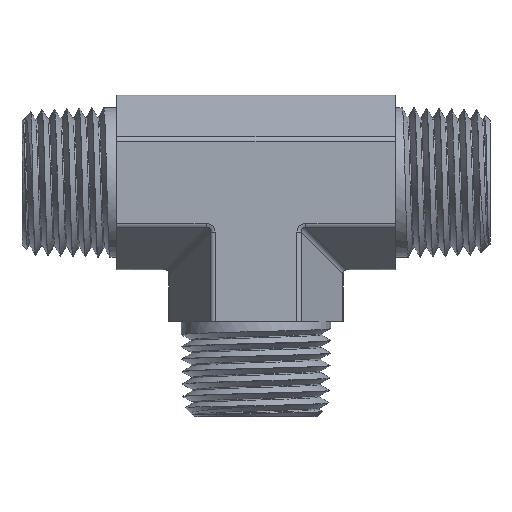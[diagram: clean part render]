
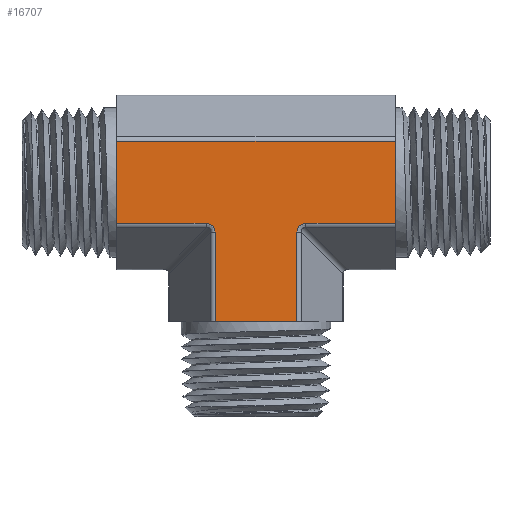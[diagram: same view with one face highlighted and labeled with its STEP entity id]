
A CAD part, top view. The second image highlights one B-rep face of the part: STEP entity #16707.
In plain terms, the highlighted planar face has unit normal (0, 0, 1).
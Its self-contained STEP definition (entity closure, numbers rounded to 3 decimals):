
#222=DIRECTION('',(0.,-1.,0.));
#223=VECTOR('',#222,9.411);
#224=CARTESIAN_POINT('',(16.,4.705,8.75));
#225=LINE('',#224,#223);
#7632=DIRECTION('',(0.,1.,0.));
#7633=VECTOR('',#7632,9.411);
#7634=CARTESIAN_POINT('',(-16.,-4.705,8.75));
#7635=LINE('',#7634,#7633);
#7714=DIRECTION('',(1.,0.,0.));
#7715=VECTOR('',#7714,32.);
#7716=CARTESIAN_POINT('',(-16.,4.705,8.75));
#7717=LINE('',#7716,#7715);
#7721=DIRECTION('',(-1.,0.,0.));
#7722=VECTOR('',#7721,10.255);
#7723=CARTESIAN_POINT('',(16.,-4.705,8.75));
#7724=LINE('',#7723,#7722);
#7728=CARTESIAN_POINT('',(4.705,-5.745,8.75));
#7729=CARTESIAN_POINT('',(4.705,-5.712,8.75));
#7730=CARTESIAN_POINT('',(4.708,-5.647,8.75));
#7731=CARTESIAN_POINT('',(4.719,-5.552,8.75));
#7732=CARTESIAN_POINT('',(4.737,-5.463,8.75));
#7733=CARTESIAN_POINT('',(4.761,-5.379,8.75));
#7734=CARTESIAN_POINT('',(4.79,-5.301,8.75));
#7735=CARTESIAN_POINT('',(4.824,-5.229,8.75));
#7736=CARTESIAN_POINT('',(4.862,-5.163,8.75));
#7737=CARTESIAN_POINT('',(4.903,-5.102,8.75));
#7738=CARTESIAN_POINT('',(4.947,-5.046,8.75));
#7739=CARTESIAN_POINT('',(4.995,-4.995,8.75));
#7740=CARTESIAN_POINT('',(5.047,-4.947,8.75));
#7741=CARTESIAN_POINT('',(5.102,-4.903,8.75));
#7742=CARTESIAN_POINT('',(5.163,-4.862,8.75));
#7743=CARTESIAN_POINT('',(5.229,-4.824,8.75));
#7744=CARTESIAN_POINT('',(5.301,-4.79,8.75));
#7745=CARTESIAN_POINT('',(5.379,-4.761,8.75));
#7746=CARTESIAN_POINT('',(5.463,-4.737,8.75));
#7747=CARTESIAN_POINT('',(5.553,-4.719,8.75));
#7748=CARTESIAN_POINT('',(5.647,-4.708,8.75));
#7749=CARTESIAN_POINT('',(5.712,-4.705,8.75));
#7750=CARTESIAN_POINT('',(5.745,-4.705,8.75));
#7755=DIRECTION('',(0.,1.,0.));
#7756=VECTOR('',#7755,10.255);
#7757=CARTESIAN_POINT('',(4.705,-16.,8.75));
#7758=LINE('',#7757,#7756);
#7762=DIRECTION('',(0.,1.,0.));
#7763=VECTOR('',#7762,10.255);
#7764=CARTESIAN_POINT('',(-4.705,-16.,8.75));
#7765=LINE('',#7764,#7763);
#7769=CARTESIAN_POINT('',(-5.745,-4.705,
8.75));
#7770=CARTESIAN_POINT('',(-5.712,-4.705,
8.75));
#7771=CARTESIAN_POINT('',(-5.647,-4.708,
8.75));
#7772=CARTESIAN_POINT('',(-5.552,-4.719,
8.75));
#7773=CARTESIAN_POINT('',(-5.463,-4.737,
8.75));
#7774=CARTESIAN_POINT('',(-5.379,-4.761,
8.75));
#7775=CARTESIAN_POINT('',(-5.301,-4.79,
8.75));
#7776=CARTESIAN_POINT('',(-5.229,-4.824,
8.75));
#7777=CARTESIAN_POINT('',(-5.163,-4.862,
8.75));
#7778=CARTESIAN_POINT('',(-5.102,-4.903,
8.75));
#7779=CARTESIAN_POINT('',(-5.046,-4.947,
8.75));
#7780=CARTESIAN_POINT('',(-4.995,-4.995,
8.75));
#7781=CARTESIAN_POINT('',(-4.947,-5.047,
8.75));
#7782=CARTESIAN_POINT('',(-4.903,-5.102,
8.75));
#7783=CARTESIAN_POINT('',(-4.862,-5.163,
8.75));
#7784=CARTESIAN_POINT('',(-4.824,-5.229,
8.75));
#7785=CARTESIAN_POINT('',(-4.79,-5.301,
8.75));
#7786=CARTESIAN_POINT('',(-4.761,-5.379,
8.75));
#7787=CARTESIAN_POINT('',(-4.737,-5.463,
8.75));
#7788=CARTESIAN_POINT('',(-4.719,-5.553,
8.75));
#7789=CARTESIAN_POINT('',(-4.708,-5.647,
8.75));
#7790=CARTESIAN_POINT('',(-4.705,-5.712,
8.75));
#7791=CARTESIAN_POINT('',(-4.705,-5.745,
8.75));
#7796=DIRECTION('',(1.,0.,0.));
#7797=VECTOR('',#7796,10.255);
#7798=CARTESIAN_POINT('',(-16.,-4.705,8.75));
#7799=LINE('',#7798,#7797);
#8132=DIRECTION('',(-1.,0.,0.));
#8133=VECTOR('',#8132,9.411);
#8134=CARTESIAN_POINT('',(4.705,-16.,8.75));
#8135=LINE('',#8134,#8133);
#12387=CARTESIAN_POINT('',(16.,4.705,8.75));
#12389=VERTEX_POINT('',#12387);
#12390=CARTESIAN_POINT('',(-16.,4.705,8.75));
#12391=VERTEX_POINT('',#12390);
#12426=CARTESIAN_POINT('',(-4.705,-16.,8.75));
#12428=VERTEX_POINT('',#12426);
#12432=CARTESIAN_POINT('',(-4.705,-5.745,
8.75));
#12433=VERTEX_POINT('',#12432);
#12435=CARTESIAN_POINT('',(-16.,-4.705,8.75));
#12437=VERTEX_POINT('',#12435);
#12438=CARTESIAN_POINT('',(-5.745,-4.705,
8.75));
#12439=VERTEX_POINT('',#12438);
#12443=CARTESIAN_POINT('',(4.705,-16.,8.75));
#12445=VERTEX_POINT('',#12443);
#12446=CARTESIAN_POINT('',(4.705,-5.745,
8.75));
#12447=VERTEX_POINT('',#12446);
#12450=CARTESIAN_POINT('',(16.,-4.705,8.75));
#12452=VERTEX_POINT('',#12450);
#12456=CARTESIAN_POINT('',(5.745,-4.705,
8.75));
#12457=VERTEX_POINT('',#12456);
#16683=CARTESIAN_POINT('',(0.,5.052,8.75));
#16684=DIRECTION('',(0.,0.,1.));
#16685=DIRECTION('',(0.,-1.,0.));
#16686=AXIS2_PLACEMENT_3D('',#16683,#16684,#16685);
#16687=PLANE('',#16686);
#16688=ORIENTED_EDGE('',*,*,#16675,.T.);
#16689=ORIENTED_EDGE('',*,*,#12584,.T.);
#16691=ORIENTED_EDGE('',*,*,#16690,.T.);
#16693=ORIENTED_EDGE('',*,*,#16692,.F.);
#16695=ORIENTED_EDGE('',*,*,#16694,.F.);
#16697=ORIENTED_EDGE('',*,*,#16696,.T.);
#16699=ORIENTED_EDGE('',*,*,#16698,.T.);
#16701=ORIENTED_EDGE('',*,*,#16700,.F.);
#16703=ORIENTED_EDGE('',*,*,#16702,.F.);
#16704=ORIENTED_EDGE('',*,*,#16640,.T.);
#16705=EDGE_LOOP('',(#16688,#16689,#16691,#16693,#16695,#16697,#16699,#16701,
#16703,#16704));
#16706=FACE_OUTER_BOUND('',#16705,.F.);
#7751=B_SPLINE_CURVE_WITH_KNOTS('',3,(#7728,#7729,#7730,#7731,#7732,#7733,#7734,
#7735,#7736,#7737,#7738,#7739,#7740,#7741,#7742,#7743,#7744,#7745,#7746,#7747,
#7748,#7749,#7750),.UNSPECIFIED.,.F.,.F.,(4,1,1,1,1,1,1,1,1,1,1,1,1,1,1,1,1,1,1,
1,4),(0.,0.05,0.1,0.15,0.2,0.25,0.3,0.35,0.4,0.45,0.5,
0.55,0.6,0.65,0.7,0.75,0.8,0.85,0.9,0.95,1.),.UNSPECIFIED.);
#7792=B_SPLINE_CURVE_WITH_KNOTS('',3,(#7769,#7770,#7771,#7772,#7773,#7774,#7775,
#7776,#7777,#7778,#7779,#7780,#7781,#7782,#7783,#7784,#7785,#7786,#7787,#7788,
#7789,#7790,#7791),.UNSPECIFIED.,.F.,.F.,(4,1,1,1,1,1,1,1,1,1,1,1,1,1,1,1,1,1,1,
1,4),(0.,0.05,0.1,0.15,0.2,0.25,0.3,0.35,0.4,0.45,0.5,
0.55,0.6,0.65,0.7,0.75,0.8,0.85,0.9,0.95,1.),.UNSPECIFIED.);
#12584=EDGE_CURVE('',#12389,#12452,#225,.T.);
#16640=EDGE_CURVE('',#12437,#12391,#7635,.T.);
#16675=EDGE_CURVE('',#12391,#12389,#7717,.T.);
#16690=EDGE_CURVE('',#12452,#12457,#7724,.T.);
#16692=EDGE_CURVE('',#12447,#12457,#7751,.T.);
#16694=EDGE_CURVE('',#12445,#12447,#7758,.T.);
#16696=EDGE_CURVE('',#12445,#12428,#8135,.T.);
#16698=EDGE_CURVE('',#12428,#12433,#7765,.T.);
#16700=EDGE_CURVE('',#12439,#12433,#7792,.T.);
#16702=EDGE_CURVE('',#12437,#12439,#7799,.T.);
#16707=ADVANCED_FACE('',(#16706),#16687,.T.);
